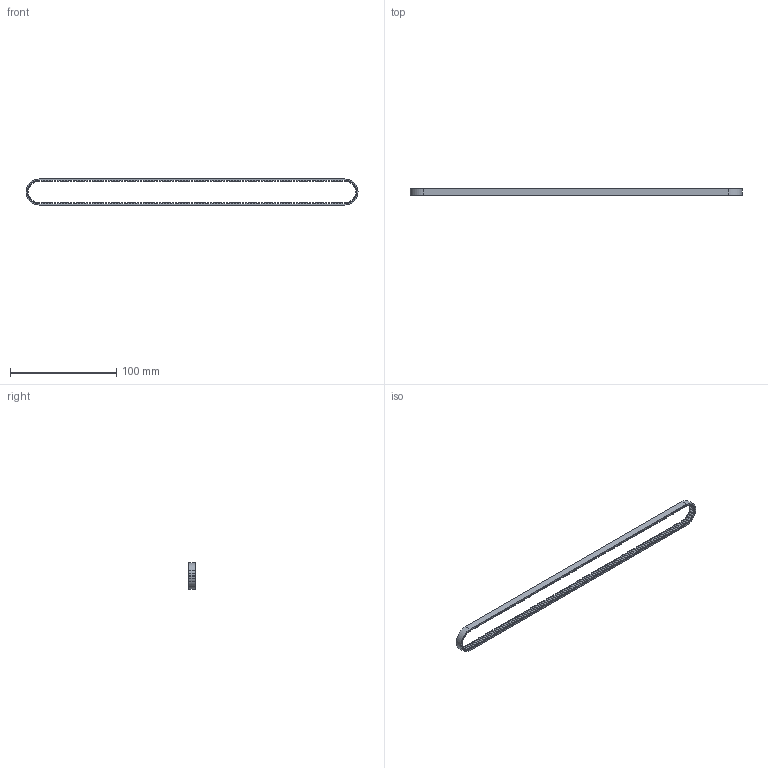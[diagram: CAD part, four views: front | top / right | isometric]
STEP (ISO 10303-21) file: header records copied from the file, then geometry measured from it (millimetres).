
FILE_DESCRIPTION(/* description */ ('STEP AP242','CAx-IF Rec.Pracs.---Representation and Presentation of Product Manufacturing Information (PMI)---4.0---2014-10-13','CAx-IF Rec.Pracs.---3D Tessellated Geometry---0.4---2014-09-14','2;1'),/* implementation_level */ '2;1');
FILE_NAME(/* name */ '668a2ca0b9ee0766c28b4d04',/* time_stamp */ '2024-07-07T05:50:25Z',/* author */ (''),/* organization */ (''),/* preprocessor_version */ 'ST-DEVELOPER v20',/* originating_system */ ' ',/* authorisation */ ' ');
FILE_SCHEMA (('AP242_MANAGED_MODEL_BASED_3D_ENGINEERING_MIM_LF { 1 0 10303 442 1 1 4 }'));
Length unit declared in the file: metre
Products named in the file (1): Belt
Bounding box: 312.52 x 6 x 24.52 mm (x, y, z)
Volume: 6967.9 mm3; surface area: 12275.9 mm2
Topology: 1 solids, 1 shells, 870 faces, 2604 edges, 1736 vertices
Faces by surface type: plane 628, cylinder 242
Entity records: 29178 total; most frequent: CARTESIAN_POINT 5211, ORIENTED_EDGE 5208, DIRECTION 4830, EDGE_CURVE 2604, LINE 2120, VECTOR 2120, VERTEX_POINT 1736, AXIS2_PLACEMENT_3D 1355
